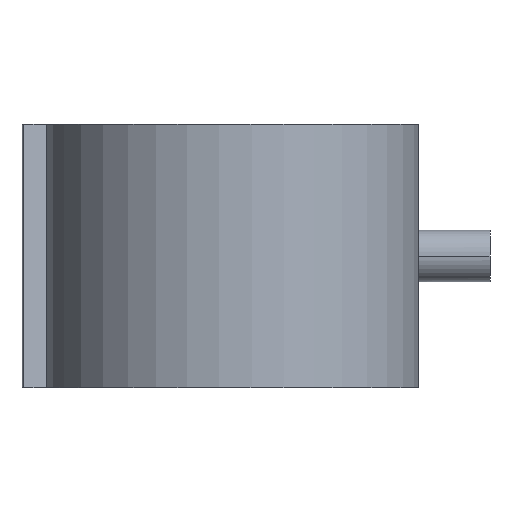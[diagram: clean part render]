
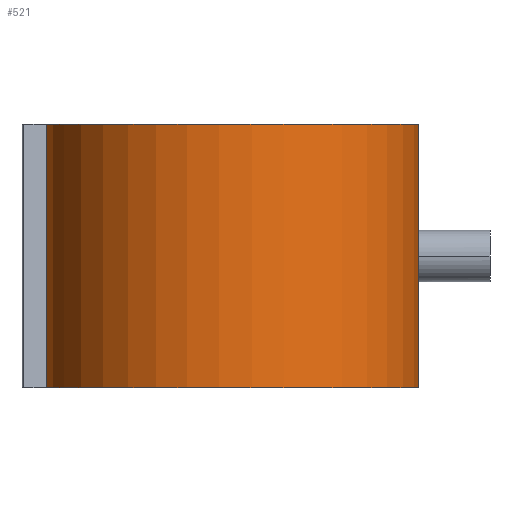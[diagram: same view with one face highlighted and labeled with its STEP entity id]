
A CAD part, front view. The second image highlights one B-rep face of the part: STEP entity #521.
In plain terms, the highlighted cylindrical face has radius 90.667 mm (diameter 181.333 mm), a partial arc.
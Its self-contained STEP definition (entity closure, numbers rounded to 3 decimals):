
#203 = VERTEX_POINT( '', #570 );
#223 = VERTEX_POINT( '', #592 );
#239 = EDGE_CURVE( '', #203, #409, #612, .T. );
#333 = VERTEX_POINT( '', #714 );
#409 = VERTEX_POINT( '', #799 );
#415 = EDGE_CURVE( '', #223, #203, #805, .T. );
#459 = EDGE_CURVE( '', #333, #409, #851, .T. );
#509 = EDGE_CURVE( '', #333, #223, #908, .T. );
#521 = ADVANCED_FACE( '', ( #923 ), #924, .T. );
#570 = CARTESIAN_POINT( '', ( 90.157, 9.6, -64. ) );
#592 = CARTESIAN_POINT( '', ( -90.157, -9.6, -64. ) );
#612 = LINE( '', #1015, #1016 );
#714 = CARTESIAN_POINT( '', ( -90.157, -9.6, 64. ) );
#799 = CARTESIAN_POINT( '', ( 90.157, 9.6, 64. ) );
#805 = CIRCLE( '', #1521, 90.667 );
#851 = CIRCLE( '', #1653, 90.667 );
#908 = LINE( '', #1725, #1726 );
#923 = FACE_OUTER_BOUND( '', #1742, .T. );
#924 = CYLINDRICAL_SURFACE( '', #1743, 90.667 );
#1015 = CARTESIAN_POINT( '', ( 90.157, 9.6, 64. ) );
#1016 = VECTOR( '', #1854, 1. );
#1521 = AXIS2_PLACEMENT_3D( '', #2061, #2062, #2063 );
#1653 = AXIS2_PLACEMENT_3D( '', #2101, #2102, #2103 );
#1725 = CARTESIAN_POINT( '', ( -90.157, -9.6, 64. ) );
#1726 = VECTOR( '', #2179, 1. );
#1742 = EDGE_LOOP( '', ( #2221, #2222, #2223, #2224 ) );
#1743 = AXIS2_PLACEMENT_3D( '', #2225, #2226, #2227 );
#1854 = DIRECTION( '', ( 0., 0., 1. ) );
#2061 = CARTESIAN_POINT( '', ( 0., 0., -64. ) );
#2062 = DIRECTION( '', ( 0., 0., 1. ) );
#2063 = DIRECTION( '', ( -0.994, -0.106, 0. ) );
#2101 = CARTESIAN_POINT( '', ( 0., 0., 64. ) );
#2102 = DIRECTION( '', ( 0., 0., 1. ) );
#2103 = DIRECTION( '', ( -0.994, -0.106, 0. ) );
#2179 = DIRECTION( '', ( 0., 0., -1. ) );
#2221 = ORIENTED_EDGE( '', *, *, #239, .T. );
#2222 = ORIENTED_EDGE( '', *, *, #459, .F. );
#2223 = ORIENTED_EDGE( '', *, *, #509, .T. );
#2224 = ORIENTED_EDGE( '', *, *, #415, .T. );
#2225 = CARTESIAN_POINT( '', ( 0., 0., 64. ) );
#2226 = DIRECTION( '', ( 0., 0., 1. ) );
#2227 = DIRECTION( '', ( -0.994, -0.106, 0. ) );
